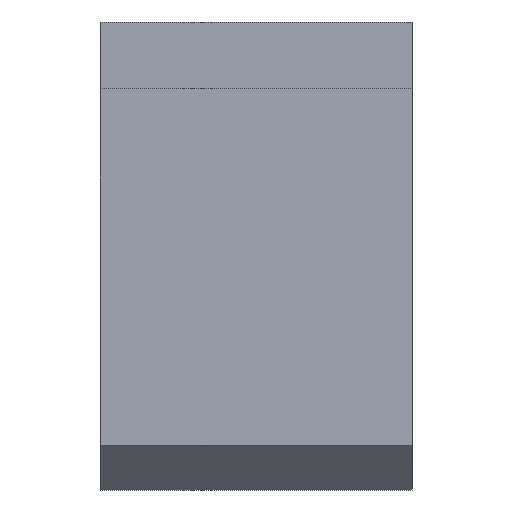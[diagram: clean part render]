
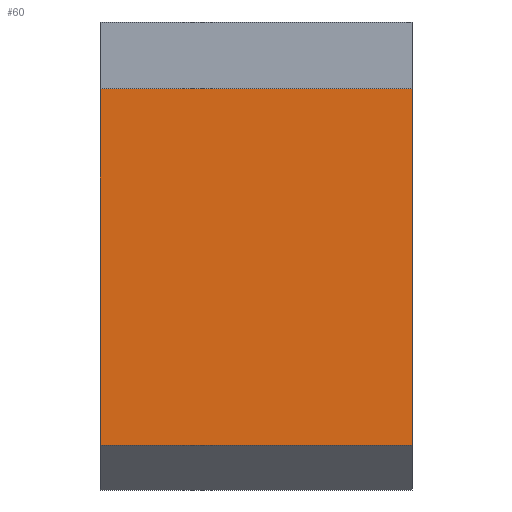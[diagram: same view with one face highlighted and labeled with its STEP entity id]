
A CAD part, front view. The second image highlights one B-rep face of the part: STEP entity #60.
In plain terms, the highlighted planar face has unit normal (0, -1, 0).
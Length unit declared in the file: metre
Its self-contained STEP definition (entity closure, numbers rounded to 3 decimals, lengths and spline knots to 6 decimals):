
#60 = ADVANCED_FACE( '', ( #125 ), #126, .F. );
#125 = FACE_OUTER_BOUND( '', #192, .T. );
#126 = PLANE( '', #193 );
#192 = EDGE_LOOP( '', ( #295, #296, #297, #298 ) );
#193 = AXIS2_PLACEMENT_3D( '', #299, #300, #301 );
#295 = ORIENTED_EDGE( '', *, *, #426, .T. );
#296 = ORIENTED_EDGE( '', *, *, #408, .F. );
#297 = ORIENTED_EDGE( '', *, *, #427, .F. );
#298 = ORIENTED_EDGE( '', *, *, #428, .T. );
#299 = CARTESIAN_POINT( '', ( -0.028, -0.02, -0.013 ) );
#300 = DIRECTION( '', ( 0., 1., 0. ) );
#301 = DIRECTION( '', ( 0., 0., 1. ) );
#408 = EDGE_CURVE( '', #486, #481, #488, .T. );
#426 = EDGE_CURVE( '', #515, #481, #516, .T. );
#427 = EDGE_CURVE( '', #517, #486, #518, .T. );
#428 = EDGE_CURVE( '', #517, #515, #519, .T. );
#481 = VERTEX_POINT( '', #591 );
#486 = VERTEX_POINT( '', #598 );
#488 = LINE( '', #601, #602 );
#515 = VERTEX_POINT( '', #638 );
#516 = LINE( '', #639, #640 );
#517 = VERTEX_POINT( '', #641 );
#518 = LINE( '', #642, #643 );
#519 = LINE( '', #644, #645 );
#591 = CARTESIAN_POINT( '', ( 0., -0.02, 0.019 ) );
#598 = CARTESIAN_POINT( '', ( -0.028, -0.02, 0.019 ) );
#601 = CARTESIAN_POINT( '', ( -0.028, -0.02, 0.019 ) );
#602 = VECTOR( '', #699, 1. );
#638 = CARTESIAN_POINT( '', ( 0., -0.02, -0.013 ) );
#639 = CARTESIAN_POINT( '', ( 0., -0.02, -0.013 ) );
#640 = VECTOR( '', #718, 1. );
#641 = CARTESIAN_POINT( '', ( -0.028, -0.02, -0.013 ) );
#642 = CARTESIAN_POINT( '', ( -0.028, -0.02, -0.013 ) );
#643 = VECTOR( '', #719, 1. );
#644 = CARTESIAN_POINT( '', ( -0.028, -0.02, -0.013 ) );
#645 = VECTOR( '', #720, 1. );
#699 = DIRECTION( '', ( 1., 0., 0. ) );
#718 = DIRECTION( '', ( 0., 0., 1. ) );
#719 = DIRECTION( '', ( 0., 0., 1. ) );
#720 = DIRECTION( '', ( 1., 0., 0. ) );
